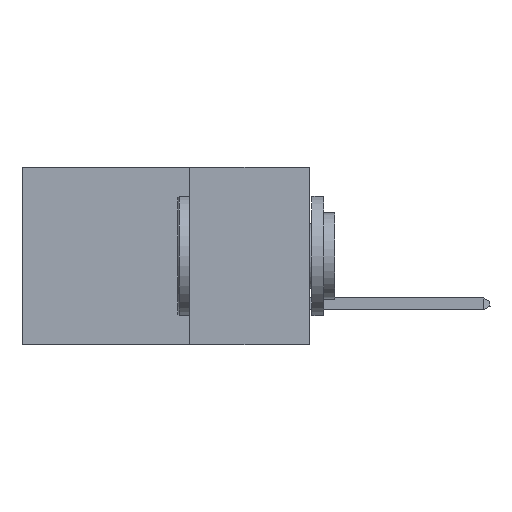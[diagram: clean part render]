
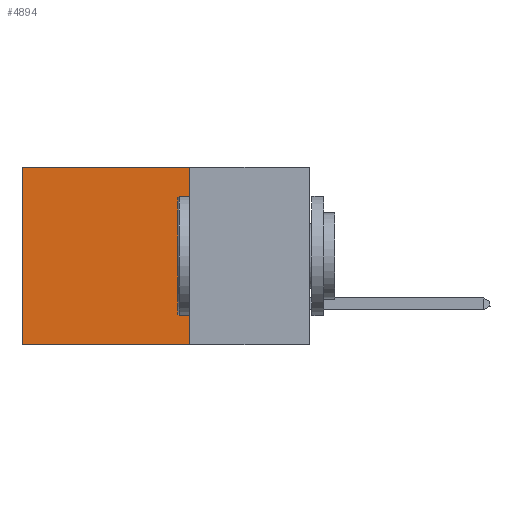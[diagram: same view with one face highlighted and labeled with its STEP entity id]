
A CAD part, left-side view. The second image highlights one B-rep face of the part: STEP entity #4894.
In plain terms, the highlighted planar face has unit normal (-1, 0, 0).
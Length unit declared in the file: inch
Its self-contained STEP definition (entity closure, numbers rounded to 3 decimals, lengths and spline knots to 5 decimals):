
#38 = DIRECTION ( 'NONE',  ( 0., 0., -1. ) ) ;
#1530 = EDGE_LOOP ( 'NONE', ( #22531, #10665, #9837, #24431 ) ) ;
#2054 = DIRECTION ( 'NONE',  ( 0., 0., -1. ) ) ;
#3664 = LINE ( 'NONE', #20807, #8632 ) ;
#4276 = DIRECTION ( 'NONE',  ( 0., 0., -1. ) ) ;
#4894 = ADVANCED_FACE ( 'NONE', ( #11656 ), #15138, .F. ) ;
#6294 = DIRECTION ( 'NONE',  ( 0., 1., 0. ) ) ;
#6602 = CARTESIAN_POINT ( 'NONE',  ( 0.2875, 0.6, 0. ) ) ;
#6958 = EDGE_CURVE ( 'NONE', #16847, #18227, #20122, .T. ) ;
#8632 = VECTOR ( 'NONE', #6294, 39.37008 ) ;
#8681 = CARTESIAN_POINT ( 'NONE',  ( 0.2875, 0.25, 0. ) ) ;
#9620 = CARTESIAN_POINT ( 'NONE',  ( 0.2875, 0.6, -0.37 ) ) ;
#9837 = ORIENTED_EDGE ( 'NONE', *, *, #12761, .F. ) ;
#9894 = EDGE_CURVE ( 'NONE', #18227, #18204, #23638, .T. ) ;
#10665 = ORIENTED_EDGE ( 'NONE', *, *, #26283, .F. ) ;
#11656 = FACE_OUTER_BOUND ( 'NONE', #1530, .T. ) ;
#12125 = CARTESIAN_POINT ( 'NONE',  ( 0.2875, 0.25, 0. ) ) ;
#12318 = VECTOR ( 'NONE', #2054, 39.37008 ) ;
#12761 = EDGE_CURVE ( 'NONE', #16847, #13575, #20215, .T. ) ;
#13575 = VERTEX_POINT ( 'NONE', #22753 ) ;
#14025 = VECTOR ( 'NONE', #4276, 39.37008 ) ;
#14262 = CARTESIAN_POINT ( 'NONE',  ( 0.2875, 0.6, 0. ) ) ;
#14556 = CARTESIAN_POINT ( 'NONE',  ( 0.2875, 0.25, 0. ) ) ;
#14627 = AXIS2_PLACEMENT_3D ( 'NONE', #12125, #20399, #38 ) ;
#15138 = PLANE ( 'NONE',  #14627 ) ;
#15768 = DIRECTION ( 'NONE',  ( 0., 1., 0. ) ) ;
#16847 = VERTEX_POINT ( 'NONE', #8681 ) ;
#18204 = VERTEX_POINT ( 'NONE', #9620 ) ;
#18227 = VERTEX_POINT ( 'NONE', #14262 ) ;
#19777 = VECTOR ( 'NONE', #15768, 39.37008 ) ;
#20122 = LINE ( 'NONE', #24497, #19777 ) ;
#20215 = LINE ( 'NONE', #14556, #12318 ) ;
#20399 = DIRECTION ( 'NONE',  ( 1., 0., 0. ) ) ;
#20807 = CARTESIAN_POINT ( 'NONE',  ( 0.2875, 0.25, -0.37 ) ) ;
#22531 = ORIENTED_EDGE ( 'NONE', *, *, #9894, .T. ) ;
#22753 = CARTESIAN_POINT ( 'NONE',  ( 0.2875, 0.25, -0.37 ) ) ;
#23638 = LINE ( 'NONE', #6602, #14025 ) ;
#24431 = ORIENTED_EDGE ( 'NONE', *, *, #6958, .T. ) ;
#24497 = CARTESIAN_POINT ( 'NONE',  ( 0.2875, 0.25, 0. ) ) ;
#26283 = EDGE_CURVE ( 'NONE', #13575, #18204, #3664, .T. ) ;
